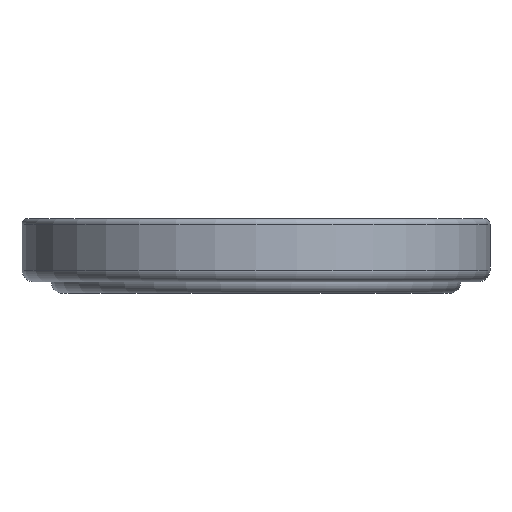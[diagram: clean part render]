
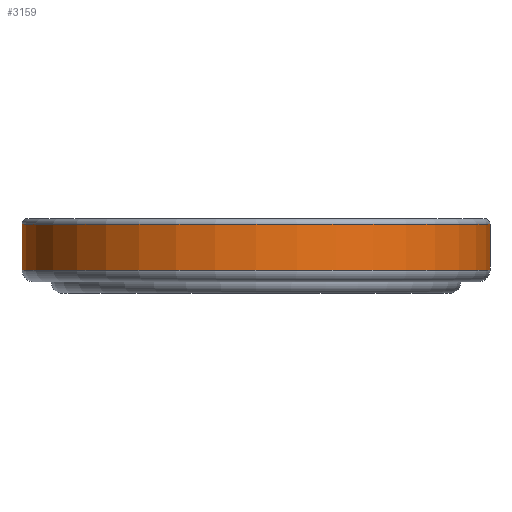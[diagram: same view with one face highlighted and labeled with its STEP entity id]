
A CAD part, front view. The second image highlights one B-rep face of the part: STEP entity #3159.
In plain terms, the highlighted cylindrical face has radius 10 mm (diameter 20 mm), a full revolution.
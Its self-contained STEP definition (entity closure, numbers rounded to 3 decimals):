
#15=CYLINDRICAL_SURFACE('',#3232,10.);
#23=CIRCLE('',#3229,10.);
#26=CIRCLE('',#3233,10.);
#253=FACE_OUTER_BOUND('',#433,.T.);
#433=EDGE_LOOP('',(#2855,#2856,#2857,#2858));
#665=LINE('',#5619,#893);
#893=VECTOR('',#3581,10.);
#1445=VERTEX_POINT('',#5611);
#1447=VERTEX_POINT('',#5617);
#1917=EDGE_CURVE('',#1445,#1445,#23,.T.);
#1920=EDGE_CURVE('',#1447,#1447,#26,.T.);
#1921=EDGE_CURVE('',#1447,#1445,#665,.T.);
#2855=ORIENTED_EDGE('',*,*,#1920,.F.);
#2856=ORIENTED_EDGE('',*,*,#1921,.T.);
#2857=ORIENTED_EDGE('',*,*,#1917,.F.);
#2858=ORIENTED_EDGE('',*,*,#1921,.F.);
#3159=ADVANCED_FACE('',(#253),#15,.T.);
#3229=AXIS2_PLACEMENT_3D('',#5612,#3571,#3572);
#3232=AXIS2_PLACEMENT_3D('',#5616,#3577,#3578);
#3233=AXIS2_PLACEMENT_3D('',#5618,#3579,#3580);
#3571=DIRECTION('center_axis',(0.,0.,-1.));
#3572=DIRECTION('ref_axis',(1.,0.,0.));
#3577=DIRECTION('center_axis',(0.,0.,1.));
#3578=DIRECTION('ref_axis',(1.,0.,0.));
#3579=DIRECTION('center_axis',(0.,0.,1.));
#3580=DIRECTION('ref_axis',(1.,0.,0.));
#3581=DIRECTION('',(0.,0.,-1.));
#5611=CARTESIAN_POINT('',(-10.,0.,0.5));
#5612=CARTESIAN_POINT('Origin',(0.,0.,0.5));
#5616=CARTESIAN_POINT('Origin',(0.,0.,0.));
#5617=CARTESIAN_POINT('',(-10.,0.,2.45));
#5618=CARTESIAN_POINT('Origin',(0.,0.,2.45));
#5619=CARTESIAN_POINT('',(-10.,0.,0.));
